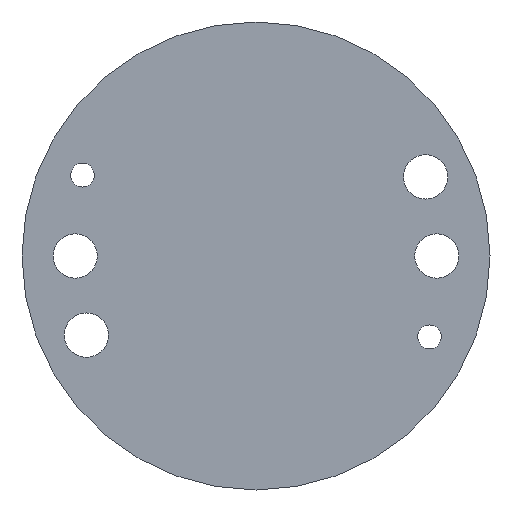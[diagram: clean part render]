
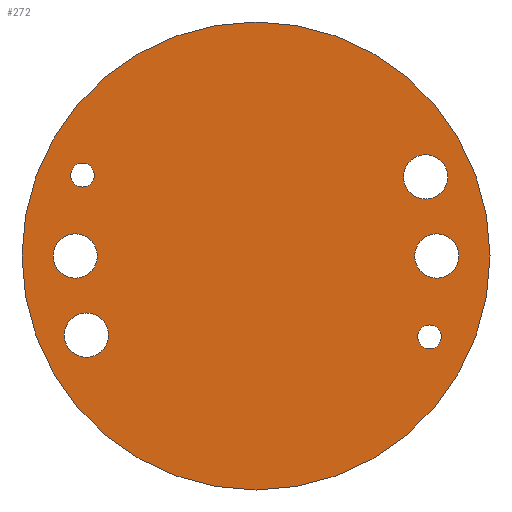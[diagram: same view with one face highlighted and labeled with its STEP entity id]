
A CAD part, front view. The second image highlights one B-rep face of the part: STEP entity #272.
In plain terms, the highlighted planar face has unit normal (0, -1, 0).
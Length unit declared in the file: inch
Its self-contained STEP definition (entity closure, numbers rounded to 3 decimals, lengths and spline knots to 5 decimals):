
#1 = CIRCLE ( 'NONE', #381, 0.26 ) ;
#2 = CARTESIAN_POINT ( 'NONE',  ( -2.03919, 0., 0.95089 ) ) ;
#8 = VERTEX_POINT ( 'NONE', #36 ) ;
#15 = DIRECTION ( 'NONE',  ( 0., 1., 0. ) ) ;
#17 = VERTEX_POINT ( 'NONE', #432 ) ;
#21 = ORIENTED_EDGE ( 'NONE', *, *, #77, .T. ) ;
#22 = CIRCLE ( 'NONE', #124, 0.26 ) ;
#24 = ORIENTED_EDGE ( 'NONE', *, *, #333, .T. ) ;
#28 = EDGE_LOOP ( 'NONE', ( #236, #21 ) ) ;
#30 = DIRECTION ( 'NONE',  ( 0., 1., 0. ) ) ;
#32 = CIRCLE ( 'NONE', #184, 0.26 ) ;
#36 = CARTESIAN_POINT ( 'NONE',  ( 1.99388, 0., 0.66976 ) ) ;
#38 = DIRECTION ( 'NONE',  ( 0., 1., 0. ) ) ;
#41 = EDGE_CURVE ( 'NONE', #540, #346, #72, .T. ) ;
#48 = AXIS2_PLACEMENT_3D ( 'NONE', #451, #572, #218 ) ;
#68 = VERTEX_POINT ( 'NONE', #519 ) ;
#70 = DIRECTION ( 'NONE',  ( 0., 0., 1. ) ) ;
#72 = CIRCLE ( 'NONE', #398, 0.14 ) ;
#77 = EDGE_CURVE ( 'NONE', #346, #540, #305, .T. ) ;
#78 = VERTEX_POINT ( 'NONE', #313 ) ;
#82 = EDGE_CURVE ( 'NONE', #507, #202, #273, .T. ) ;
#84 = FACE_BOUND ( 'NONE', #302, .T. ) ;
#85 = DIRECTION ( 'NONE',  ( 0., 0., 1. ) ) ;
#96 = DIRECTION ( 'NONE',  ( 0., 1., 0. ) ) ;
#101 = CARTESIAN_POINT ( 'NONE',  ( 2.125, 0., 0. ) ) ;
#103 = EDGE_CURVE ( 'NONE', #194, #68, #220, .T. ) ;
#106 = EDGE_LOOP ( 'NONE', ( #411, #159 ) ) ;
#116 = EDGE_LOOP ( 'NONE', ( #249, #300 ) ) ;
#118 = CARTESIAN_POINT ( 'NONE',  ( 1.99388, 0., 1.18976 ) ) ;
#122 = CARTESIAN_POINT ( 'NONE',  ( -2.03919, 0., 0.95089 ) ) ;
#124 = AXIS2_PLACEMENT_3D ( 'NONE', #515, #254, #392 ) ;
#126 = DIRECTION ( 'NONE',  ( 0., 0., 1. ) ) ;
#129 = DIRECTION ( 'NONE',  ( 0., 1., 0. ) ) ;
#137 = EDGE_CURVE ( 'NONE', #343, #420, #271, .T. ) ;
#138 = DIRECTION ( 'NONE',  ( 0., 1., 0. ) ) ;
#147 = EDGE_CURVE ( 'NONE', #207, #8, #246, .T. ) ;
#148 = AXIS2_PLACEMENT_3D ( 'NONE', #214, #258, #354 ) ;
#152 = EDGE_LOOP ( 'NONE', ( #457, #467 ) ) ;
#158 = AXIS2_PLACEMENT_3D ( 'NONE', #329, #247, #415 ) ;
#159 = ORIENTED_EDGE ( 'NONE', *, *, #250, .T. ) ;
#172 = DIRECTION ( 'NONE',  ( 0., 1., 0. ) ) ;
#176 = CARTESIAN_POINT ( 'NONE',  ( 0., 0., 0. ) ) ;
#178 = DIRECTION ( 'NONE',  ( 0., 1., 0. ) ) ;
#182 = DIRECTION ( 'NONE',  ( 0., 1., 0. ) ) ;
#184 = AXIS2_PLACEMENT_3D ( 'NONE', #101, #15, #239 ) ;
#188 = CARTESIAN_POINT ( 'NONE',  ( -2.03919, 0., 0.81089 ) ) ;
#194 = VERTEX_POINT ( 'NONE', #213 ) ;
#202 = VERTEX_POINT ( 'NONE', #312 ) ;
#205 = EDGE_CURVE ( 'NONE', #380, #78, #22, .T. ) ;
#207 = VERTEX_POINT ( 'NONE', #118 ) ;
#213 = CARTESIAN_POINT ( 'NONE',  ( 2.125, 0., 0.26 ) ) ;
#214 = CARTESIAN_POINT ( 'NONE',  ( 2.03919, 0., -0.95089 ) ) ;
#217 = CARTESIAN_POINT ( 'NONE',  ( 1.99388, 0., 0.92976 ) ) ;
#218 = DIRECTION ( 'NONE',  ( 0., 0., 1. ) ) ;
#219 = AXIS2_PLACEMENT_3D ( 'NONE', #263, #172, #126 ) ;
#220 = CIRCLE ( 'NONE', #219, 0.26 ) ;
#228 = AXIS2_PLACEMENT_3D ( 'NONE', #483, #96, #85 ) ;
#236 = ORIENTED_EDGE ( 'NONE', *, *, #41, .T. ) ;
#239 = DIRECTION ( 'NONE',  ( 0., 0., 1. ) ) ;
#246 = CIRCLE ( 'NONE', #533, 0.26 ) ;
#247 = DIRECTION ( 'NONE',  ( 0., 1., 0. ) ) ;
#249 = ORIENTED_EDGE ( 'NONE', *, *, #103, .T. ) ;
#250 = EDGE_CURVE ( 'NONE', #8, #207, #259, .T. ) ;
#254 = DIRECTION ( 'NONE',  ( 0., 1., 0. ) ) ;
#257 = CARTESIAN_POINT ( 'NONE',  ( 0., 0., 0. ) ) ;
#258 = DIRECTION ( 'NONE',  ( 0., 1., 0. ) ) ;
#259 = CIRCLE ( 'NONE', #521, 0.26 ) ;
#263 = CARTESIAN_POINT ( 'NONE',  ( 2.125, 0., 0. ) ) ;
#264 = CARTESIAN_POINT ( 'NONE',  ( 1.99388, 0., 0.92976 ) ) ;
#266 = FACE_OUTER_BOUND ( 'NONE', #555, .T. ) ;
#271 = CIRCLE ( 'NONE', #543, 2.75 ) ;
#272 = ADVANCED_FACE ( 'NONE', ( #571, #482, #399, #448, #574, #84, #266 ), #439, .F. ) ;
#273 = CIRCLE ( 'NONE', #546, 0.14 ) ;
#287 = ORIENTED_EDGE ( 'NONE', *, *, #315, .T. ) ;
#290 = EDGE_LOOP ( 'NONE', ( #409, #24 ) ) ;
#292 = CIRCLE ( 'NONE', #48, 0.26 ) ;
#299 = VERTEX_POINT ( 'NONE', #404 ) ;
#300 = ORIENTED_EDGE ( 'NONE', *, *, #487, .T. ) ;
#302 = EDGE_LOOP ( 'NONE', ( #287, #492 ) ) ;
#305 = CIRCLE ( 'NONE', #148, 0.14 ) ;
#312 = CARTESIAN_POINT ( 'NONE',  ( -2.03919, 0., 1.09089 ) ) ;
#313 = CARTESIAN_POINT ( 'NONE',  ( -1.99388, 0., -1.18976 ) ) ;
#314 = DIRECTION ( 'NONE',  ( 0., 0., 1. ) ) ;
#315 = EDGE_CURVE ( 'NONE', #202, #507, #512, .T. ) ;
#317 = DIRECTION ( 'NONE',  ( 0., 0., 1. ) ) ;
#320 = AXIS2_PLACEMENT_3D ( 'NONE', #2, #182, #366 ) ;
#324 = DIRECTION ( 'NONE',  ( 0., 0., 1. ) ) ;
#328 = ORIENTED_EDGE ( 'NONE', *, *, #344, .F. ) ;
#329 = CARTESIAN_POINT ( 'NONE',  ( -2.125, 0., 0. ) ) ;
#333 = EDGE_CURVE ( 'NONE', #17, #299, #1, .T. ) ;
#343 = VERTEX_POINT ( 'NONE', #575 ) ;
#344 = EDGE_CURVE ( 'NONE', #420, #343, #403, .T. ) ;
#346 = VERTEX_POINT ( 'NONE', #362 ) ;
#352 = EDGE_CURVE ( 'NONE', #78, #380, #292, .T. ) ;
#354 = DIRECTION ( 'NONE',  ( 0., 0., 1. ) ) ;
#362 = CARTESIAN_POINT ( 'NONE',  ( 2.03919, 0., -1.09089 ) ) ;
#366 = DIRECTION ( 'NONE',  ( 0., 0., 1. ) ) ;
#374 = ORIENTED_EDGE ( 'NONE', *, *, #137, .F. ) ;
#380 = VERTEX_POINT ( 'NONE', #440 ) ;
#381 = AXIS2_PLACEMENT_3D ( 'NONE', #534, #138, #324 ) ;
#387 = CARTESIAN_POINT ( 'NONE',  ( 2.03919, 0., -0.95089 ) ) ;
#392 = DIRECTION ( 'NONE',  ( 0., 0., 1. ) ) ;
#398 = AXIS2_PLACEMENT_3D ( 'NONE', #387, #30, #525 ) ;
#399 = FACE_BOUND ( 'NONE', #116, .T. ) ;
#403 = CIRCLE ( 'NONE', #228, 2.75 ) ;
#404 = CARTESIAN_POINT ( 'NONE',  ( -2.125, 0., 0.26 ) ) ;
#408 = CIRCLE ( 'NONE', #158, 0.26 ) ;
#409 = ORIENTED_EDGE ( 'NONE', *, *, #514, .T. ) ;
#411 = ORIENTED_EDGE ( 'NONE', *, *, #147, .T. ) ;
#415 = DIRECTION ( 'NONE',  ( 0., 0., 1. ) ) ;
#420 = VERTEX_POINT ( 'NONE', #535 ) ;
#431 = DIRECTION ( 'NONE',  ( 0., 0., 1. ) ) ;
#432 = CARTESIAN_POINT ( 'NONE',  ( -2.125, 0., -0.26 ) ) ;
#439 = PLANE ( 'NONE',  #513 ) ;
#440 = CARTESIAN_POINT ( 'NONE',  ( -1.99388, 0., -0.66976 ) ) ;
#448 = FACE_BOUND ( 'NONE', #290, .T. ) ;
#451 = CARTESIAN_POINT ( 'NONE',  ( -1.99388, 0., -0.92976 ) ) ;
#457 = ORIENTED_EDGE ( 'NONE', *, *, #205, .T. ) ;
#467 = ORIENTED_EDGE ( 'NONE', *, *, #352, .T. ) ;
#482 = FACE_BOUND ( 'NONE', #28, .T. ) ;
#483 = CARTESIAN_POINT ( 'NONE',  ( 0., 0., 0. ) ) ;
#487 = EDGE_CURVE ( 'NONE', #68, #194, #32, .T. ) ;
#492 = ORIENTED_EDGE ( 'NONE', *, *, #82, .T. ) ;
#507 = VERTEX_POINT ( 'NONE', #188 ) ;
#512 = CIRCLE ( 'NONE', #320, 0.14 ) ;
#513 = AXIS2_PLACEMENT_3D ( 'NONE', #176, #178, #317 ) ;
#514 = EDGE_CURVE ( 'NONE', #299, #17, #408, .T. ) ;
#515 = CARTESIAN_POINT ( 'NONE',  ( -1.99388, 0., -0.92976 ) ) ;
#519 = CARTESIAN_POINT ( 'NONE',  ( 2.125, 0., -0.26 ) ) ;
#521 = AXIS2_PLACEMENT_3D ( 'NONE', #217, #38, #314 ) ;
#522 = DIRECTION ( 'NONE',  ( 0., 0., 1. ) ) ;
#525 = DIRECTION ( 'NONE',  ( 0., 0., 1. ) ) ;
#533 = AXIS2_PLACEMENT_3D ( 'NONE', #264, #561, #70 ) ;
#534 = CARTESIAN_POINT ( 'NONE',  ( -2.125, 0., 0. ) ) ;
#535 = CARTESIAN_POINT ( 'NONE',  ( 0., 0., -2.75 ) ) ;
#540 = VERTEX_POINT ( 'NONE', #552 ) ;
#543 = AXIS2_PLACEMENT_3D ( 'NONE', #257, #569, #431 ) ;
#546 = AXIS2_PLACEMENT_3D ( 'NONE', #122, #129, #522 ) ;
#552 = CARTESIAN_POINT ( 'NONE',  ( 2.03919, 0., -0.81089 ) ) ;
#555 = EDGE_LOOP ( 'NONE', ( #328, #374 ) ) ;
#561 = DIRECTION ( 'NONE',  ( 0., 1., 0. ) ) ;
#569 = DIRECTION ( 'NONE',  ( 0., 1., 0. ) ) ;
#571 = FACE_BOUND ( 'NONE', #106, .T. ) ;
#572 = DIRECTION ( 'NONE',  ( 0., 1., 0. ) ) ;
#574 = FACE_BOUND ( 'NONE', #152, .T. ) ;
#575 = CARTESIAN_POINT ( 'NONE',  ( 0., 0., 2.75 ) ) ;
